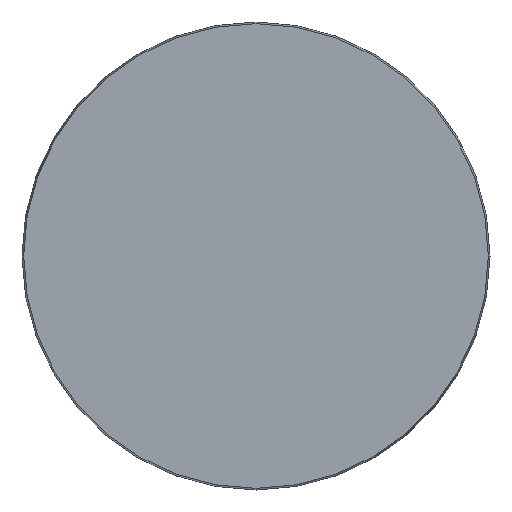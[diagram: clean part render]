
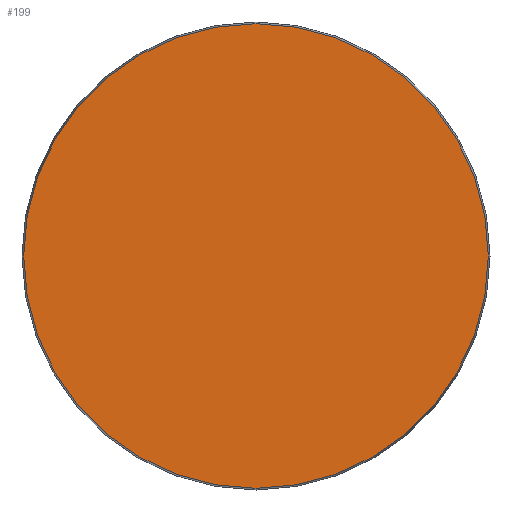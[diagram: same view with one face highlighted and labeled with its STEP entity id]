
A CAD part, front view. The second image highlights one B-rep face of the part: STEP entity #199.
In plain terms, the highlighted planar face has unit normal (0, -1, 0).
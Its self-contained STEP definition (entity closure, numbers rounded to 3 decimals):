
#56 = AXIS2_PLACEMENT_3D ( 'NONE', #322, #201, #194 ) ;
#65 = EDGE_LOOP ( 'NONE', ( #667 ) ) ;
#67 = CIRCLE ( 'NONE', #56, 78.425 ) ;
#75 = FACE_OUTER_BOUND ( 'NONE', #65, .T. ) ;
#146 = DIRECTION ( 'NONE',  ( 0., 1., 0. ) ) ;
#194 = DIRECTION ( 'NONE',  ( 0., 0., -1. ) ) ;
#199 = ADVANCED_FACE ( 'NONE', ( #75 ), #657, .F. ) ;
#201 = DIRECTION ( 'NONE',  ( 0., -1., 0. ) ) ;
#214 = EDGE_CURVE ( 'NONE', #660, #660, #67, .T. ) ;
#322 = CARTESIAN_POINT ( 'NONE',  ( 0., 0., 0. ) ) ;
#373 = CARTESIAN_POINT ( 'NONE',  ( -78.425, 0., 0. ) ) ;
#419 = DIRECTION ( 'NONE',  ( 0., 0., 1. ) ) ;
#494 = AXIS2_PLACEMENT_3D ( 'NONE', #373, #146, #419 ) ;
#619 = CARTESIAN_POINT ( 'NONE',  ( 0., 0., -78.425 ) ) ;
#657 = PLANE ( 'NONE',  #494 ) ;
#660 = VERTEX_POINT ( 'NONE', #619 ) ;
#667 = ORIENTED_EDGE ( 'NONE', *, *, #214, .T. ) ;
